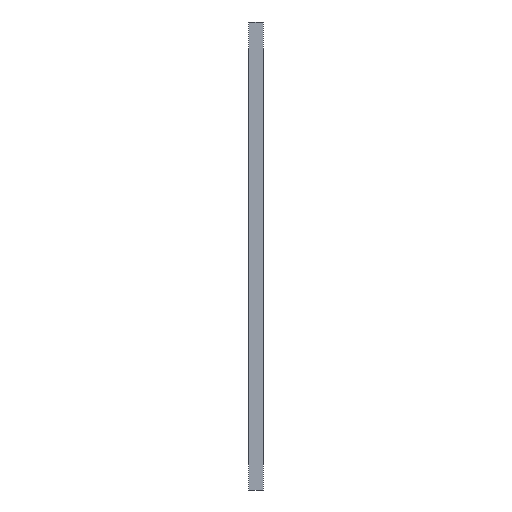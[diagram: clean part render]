
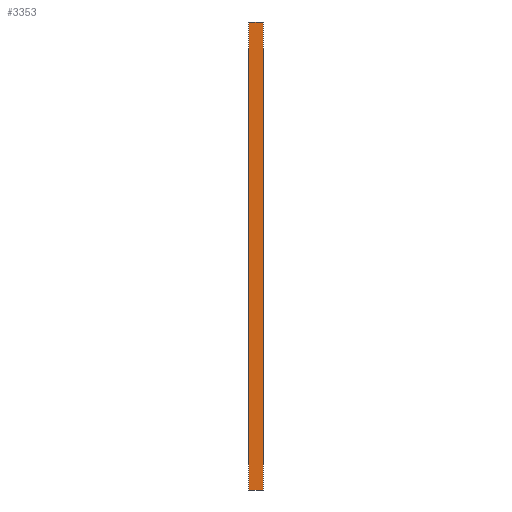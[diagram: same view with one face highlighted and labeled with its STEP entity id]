
A CAD part, left-side view. The second image highlights one B-rep face of the part: STEP entity #3353.
In plain terms, the highlighted planar face has unit normal (-1, 0, 0).
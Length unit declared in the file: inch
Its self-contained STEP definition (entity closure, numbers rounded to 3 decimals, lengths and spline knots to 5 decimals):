
#18=LINE('',#5958,#30);
#19=LINE('',#6027,#31);
#20=LINE('',#6028,#32);
#21=LINE('',#6029,#33);
#30=VECTOR('',#5032,0.3937);
#31=VECTOR('',#5121,0.3937);
#32=VECTOR('',#5122,0.3937);
#33=VECTOR('',#5123,0.3937);
#43=PLANE('',#3955);
#799=FACE_OUTER_BOUND('',#1344,.T.);
#1344=EDGE_LOOP('',(#2873,#2874,#2875,#2876));
#1989=VERTEX_POINT('',#5951);
#1992=VERTEX_POINT('',#5956);
#2015=VERTEX_POINT('',#6025);
#2016=VERTEX_POINT('',#6026);
#2300=EDGE_CURVE('',#1992,#1989,#18,.T.);
#2323=EDGE_CURVE('',#2015,#2016,#19,.T.);
#2324=EDGE_CURVE('',#2016,#1989,#20,.T.);
#2325=EDGE_CURVE('',#2015,#1992,#21,.T.);
#2873=ORIENTED_EDGE('',*,*,#2323,.T.);
#2874=ORIENTED_EDGE('',*,*,#2324,.T.);
#2875=ORIENTED_EDGE('',*,*,#2300,.F.);
#2876=ORIENTED_EDGE('',*,*,#2325,.F.);
#3353=ADVANCED_FACE('',(#799),#43,.T.);
#3955=AXIS2_PLACEMENT_3D('',#6024,#5119,#5120);
#5032=DIRECTION('',(0.,0.,1.));
#5119=DIRECTION('center_axis',(-1.,0.,0.));
#5120=DIRECTION('ref_axis',(0.,0.,1.));
#5121=DIRECTION('',(0.,0.,1.));
#5122=DIRECTION('',(0.,1.,0.));
#5123=DIRECTION('',(0.,1.,0.));
#5951=CARTESIAN_POINT('',(-14.,0.75,12.));
#5956=CARTESIAN_POINT('',(-14.,0.75,-12.));
#5958=CARTESIAN_POINT('',(-14.,0.75,-12.));
#6024=CARTESIAN_POINT('Origin',(-14.,0.,-12.));
#6025=CARTESIAN_POINT('',(-14.,0.,-12.));
#6026=CARTESIAN_POINT('',(-14.,0.,12.));
#6027=CARTESIAN_POINT('',(-14.,0.,-12.));
#6028=CARTESIAN_POINT('',(-14.,0.,12.));
#6029=CARTESIAN_POINT('',(-14.,0.,-12.));
